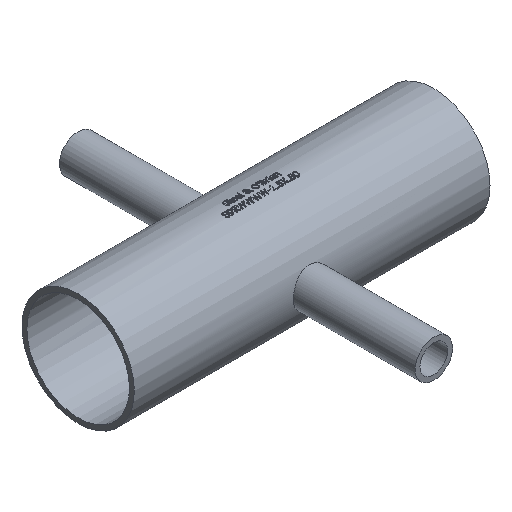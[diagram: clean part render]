
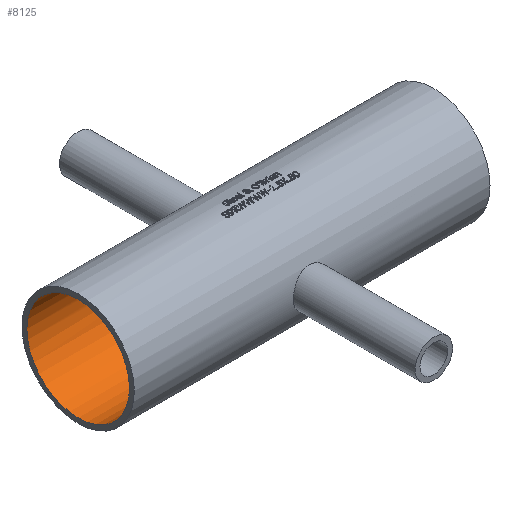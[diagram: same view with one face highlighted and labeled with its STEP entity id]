
A CAD part, isometric view. The second image highlights one B-rep face of the part: STEP entity #8125.
In plain terms, the highlighted cylindrical face has radius 17.399 mm (diameter 34.798 mm), a full revolution.
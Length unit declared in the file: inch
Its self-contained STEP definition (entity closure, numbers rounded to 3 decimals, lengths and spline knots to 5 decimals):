
#156=FACE_BOUND('',#1497,.T.);
#157=FACE_BOUND('',#1498,.T.);
#158=FACE_BOUND('',#1499,.T.);
#159=FACE_BOUND('',#1500,.T.);
#1497=EDGE_LOOP('',(#7589));
#1498=EDGE_LOOP('',(#7590));
#1499=EDGE_LOOP('',(#7591));
#1500=EDGE_LOOP('',(#7592));
#2785=CIRCLE('',#8593,0.685);
#2786=CIRCLE('',#8595,0.685);
#3192=B_SPLINE_CURVE_WITH_KNOTS('',3,(#17876,#17877,#17878,#17879,#17880,
#17881,#17882,#17883,#17884,#17885,#17886,#17887,#17888,#17889,#17890,#17891,
#17892,#17893,#17894,#17895,#17896,#17897,#17898,#17899,#17900,#17901,#17902,
#17903,#17904,#17905,#17906,#17907,#17908,#17909),.UNSPECIFIED.,.T.,.F.,
(4,2,2,2,2,2,2,2,2,2,2,2,2,2,2,2,4),(0.,0.17798,0.35596,
0.5339,0.71185,0.88979,1.06774,
1.24571,1.42369,1.60167,1.77965,1.9576,
2.13554,2.31348,2.49143,2.66941,2.84739),
 .UNSPECIFIED.);
#3193=B_SPLINE_CURVE_WITH_KNOTS('',3,(#17918,#17919,#17920,#17921,#17922,
#17923,#17924,#17925,#17926,#17927,#17928,#17929,#17930,#17931,#17932,#17933,
#17934,#17935,#17936,#17937,#17938,#17939,#17940,#17941,#17942,#17943,#17944,
#17945,#17946,#17947,#17948,#17949,#17950,#17951),.UNSPECIFIED.,.T.,.F.,
(4,2,2,2,2,2,2,2,2,2,2,2,2,2,2,2,4),(0.,0.17798,0.35596,
0.5339,0.71185,0.88979,1.06774,
1.24571,1.42369,1.60167,1.77965,1.9576,
2.13554,2.31348,2.49143,2.66941,2.84739),
 .UNSPECIFIED.);
#3993=VERTEX_POINT('',#17875);
#3994=VERTEX_POINT('',#17911);
#3995=VERTEX_POINT('',#17914);
#3996=VERTEX_POINT('',#17917);
#5196=EDGE_CURVE('',#3993,#3993,#3192,.T.);
#5197=EDGE_CURVE('',#3994,#3994,#2785,.T.);
#5198=EDGE_CURVE('',#3995,#3995,#2786,.T.);
#5199=EDGE_CURVE('',#3996,#3996,#3193,.T.);
#7589=ORIENTED_EDGE('',*,*,#5199,.F.);
#7590=ORIENTED_EDGE('',*,*,#5196,.F.);
#7591=ORIENTED_EDGE('',*,*,#5198,.F.);
#7592=ORIENTED_EDGE('',*,*,#5197,.T.);
#7650=CYLINDRICAL_SURFACE('',#8596,0.685);
#8125=ADVANCED_FACE('',(#156,#157,#158,#159),#7650,.F.);
#8593=AXIS2_PLACEMENT_3D('',#17912,#10099,#10100);
#8595=AXIS2_PLACEMENT_3D('',#17915,#10103,#10104);
#8596=AXIS2_PLACEMENT_3D('',#17916,#10105,#10106);
#10099=DIRECTION('center_axis',(-1.,0.,0.));
#10100=DIRECTION('ref_axis',(0.,0.,1.));
#10103=DIRECTION('center_axis',(-1.,0.,0.));
#10104=DIRECTION('ref_axis',(0.,0.,1.));
#10105=DIRECTION('center_axis',(-1.,0.,0.));
#10106=DIRECTION('ref_axis',(0.,0.,1.));
#17875=CARTESIAN_POINT('',(-2.375,-0.65955,0.185));
#17876=CARTESIAN_POINT('Ctrl Pts',(-2.375,-0.65955,0.185));
#17877=CARTESIAN_POINT('Ctrl Pts',(-2.35164,-0.65955,0.185));
#17878=CARTESIAN_POINT('Ctrl Pts',(-2.32681,-0.66092,
0.18031));
#17879=CARTESIAN_POINT('Ctrl Pts',(-2.28127,-0.66579,
0.16139));
#17880=CARTESIAN_POINT('Ctrl Pts',(-2.26055,-0.66921,
0.14718));
#17881=CARTESIAN_POINT('Ctrl Pts',(-2.22783,-0.67558,0.11446));
#17882=CARTESIAN_POINT('Ctrl Pts',(-2.21361,-0.67894,
0.09373));
#17883=CARTESIAN_POINT('Ctrl Pts',(-2.19469,-0.68369,
0.04818));
#17884=CARTESIAN_POINT('Ctrl Pts',(-2.19,-0.685,0.02335));
#17885=CARTESIAN_POINT('Ctrl Pts',(-2.19,-0.685,-0.02335));
#17886=CARTESIAN_POINT('Ctrl Pts',(-2.19469,-0.68369,
-0.04818));
#17887=CARTESIAN_POINT('Ctrl Pts',(-2.21361,-0.67894,
-0.09373));
#17888=CARTESIAN_POINT('Ctrl Pts',(-2.22783,-0.67558,-0.11446));
#17889=CARTESIAN_POINT('Ctrl Pts',(-2.26055,-0.66921,
-0.14718));
#17890=CARTESIAN_POINT('Ctrl Pts',(-2.28127,-0.66579,
-0.16139));
#17891=CARTESIAN_POINT('Ctrl Pts',(-2.32681,-0.66092,
-0.18031));
#17892=CARTESIAN_POINT('Ctrl Pts',(-2.35164,-0.65955,-0.185));
#17893=CARTESIAN_POINT('Ctrl Pts',(-2.39836,-0.65955,-0.185));
#17894=CARTESIAN_POINT('Ctrl Pts',(-2.42319,-0.66092,
-0.18031));
#17895=CARTESIAN_POINT('Ctrl Pts',(-2.46873,-0.66579,
-0.16139));
#17896=CARTESIAN_POINT('Ctrl Pts',(-2.48945,-0.66921,
-0.14718));
#17897=CARTESIAN_POINT('Ctrl Pts',(-2.52217,-0.67558,-0.11446));
#17898=CARTESIAN_POINT('Ctrl Pts',(-2.53639,-0.67894,
-0.09373));
#17899=CARTESIAN_POINT('Ctrl Pts',(-2.55531,-0.68369,
-0.04818));
#17900=CARTESIAN_POINT('Ctrl Pts',(-2.56,-0.685,-0.02335));
#17901=CARTESIAN_POINT('Ctrl Pts',(-2.56,-0.685,0.02335));
#17902=CARTESIAN_POINT('Ctrl Pts',(-2.55531,-0.68369,
0.04818));
#17903=CARTESIAN_POINT('Ctrl Pts',(-2.53639,-0.67894,
0.09373));
#17904=CARTESIAN_POINT('Ctrl Pts',(-2.52217,-0.67558,0.11446));
#17905=CARTESIAN_POINT('Ctrl Pts',(-2.48945,-0.66921,
0.14718));
#17906=CARTESIAN_POINT('Ctrl Pts',(-2.46873,-0.66579,
0.16139));
#17907=CARTESIAN_POINT('Ctrl Pts',(-2.42319,-0.66092,
0.18031));
#17908=CARTESIAN_POINT('Ctrl Pts',(-2.39836,-0.65955,0.185));
#17909=CARTESIAN_POINT('Ctrl Pts',(-2.375,-0.65955,0.185));
#17911=CARTESIAN_POINT('',(-4.75,0.,0.685));
#17912=CARTESIAN_POINT('Origin',(-4.75,0.,0.));
#17914=CARTESIAN_POINT('',(0.,0.,0.685));
#17915=CARTESIAN_POINT('Origin',(0.,0.,0.));
#17916=CARTESIAN_POINT('Origin',(-2.375,0.,0.));
#17917=CARTESIAN_POINT('',(-2.375,0.65955,0.185));
#17918=CARTESIAN_POINT('Ctrl Pts',(-2.375,0.65955,0.185));
#17919=CARTESIAN_POINT('Ctrl Pts',(-2.39836,0.65955,0.185));
#17920=CARTESIAN_POINT('Ctrl Pts',(-2.42319,0.66092,0.18031));
#17921=CARTESIAN_POINT('Ctrl Pts',(-2.46873,0.66579,0.16139));
#17922=CARTESIAN_POINT('Ctrl Pts',(-2.48945,0.66921,
0.14718));
#17923=CARTESIAN_POINT('Ctrl Pts',(-2.52217,0.67558,0.11446));
#17924=CARTESIAN_POINT('Ctrl Pts',(-2.53639,0.67894,0.09373));
#17925=CARTESIAN_POINT('Ctrl Pts',(-2.55531,0.68369,
0.04818));
#17926=CARTESIAN_POINT('Ctrl Pts',(-2.56,0.685,0.02335));
#17927=CARTESIAN_POINT('Ctrl Pts',(-2.56,0.685,-0.02335));
#17928=CARTESIAN_POINT('Ctrl Pts',(-2.55531,0.68369,
-0.04818));
#17929=CARTESIAN_POINT('Ctrl Pts',(-2.53639,0.67894,-0.09373));
#17930=CARTESIAN_POINT('Ctrl Pts',(-2.52217,0.67558,-0.11446));
#17931=CARTESIAN_POINT('Ctrl Pts',(-2.48945,0.66921,
-0.14718));
#17932=CARTESIAN_POINT('Ctrl Pts',(-2.46873,0.66579,-0.16139));
#17933=CARTESIAN_POINT('Ctrl Pts',(-2.42319,0.66092,-0.18031));
#17934=CARTESIAN_POINT('Ctrl Pts',(-2.39836,0.65955,-0.185));
#17935=CARTESIAN_POINT('Ctrl Pts',(-2.35164,0.65955,-0.185));
#17936=CARTESIAN_POINT('Ctrl Pts',(-2.32681,0.66092,-0.18031));
#17937=CARTESIAN_POINT('Ctrl Pts',(-2.28127,0.66579,-0.16139));
#17938=CARTESIAN_POINT('Ctrl Pts',(-2.26055,0.66921,
-0.14718));
#17939=CARTESIAN_POINT('Ctrl Pts',(-2.22783,0.67558,-0.11446));
#17940=CARTESIAN_POINT('Ctrl Pts',(-2.21361,0.67894,-0.09373));
#17941=CARTESIAN_POINT('Ctrl Pts',(-2.19469,0.68369,
-0.04818));
#17942=CARTESIAN_POINT('Ctrl Pts',(-2.19,0.685,-0.02335));
#17943=CARTESIAN_POINT('Ctrl Pts',(-2.19,0.685,0.02335));
#17944=CARTESIAN_POINT('Ctrl Pts',(-2.19469,0.68369,
0.04818));
#17945=CARTESIAN_POINT('Ctrl Pts',(-2.21361,0.67894,0.09373));
#17946=CARTESIAN_POINT('Ctrl Pts',(-2.22783,0.67558,0.11446));
#17947=CARTESIAN_POINT('Ctrl Pts',(-2.26055,0.66921,
0.14718));
#17948=CARTESIAN_POINT('Ctrl Pts',(-2.28127,0.66579,0.16139));
#17949=CARTESIAN_POINT('Ctrl Pts',(-2.32681,0.66092,0.18031));
#17950=CARTESIAN_POINT('Ctrl Pts',(-2.35164,0.65955,0.185));
#17951=CARTESIAN_POINT('Ctrl Pts',(-2.375,0.65955,0.185));
